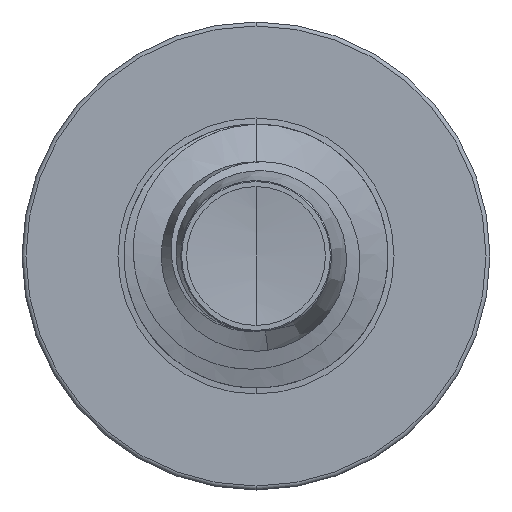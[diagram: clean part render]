
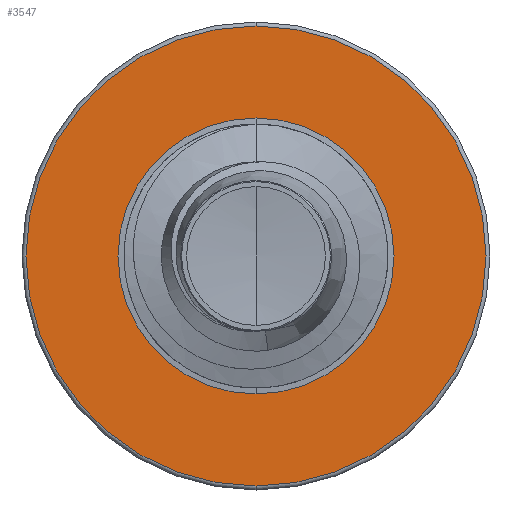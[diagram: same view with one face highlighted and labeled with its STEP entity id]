
A CAD part, front view. The second image highlights one B-rep face of the part: STEP entity #3547.
In plain terms, the highlighted planar face has unit normal (0, -1, 0).
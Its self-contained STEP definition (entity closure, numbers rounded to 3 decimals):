
#1 = CARTESIAN_POINT ( 'NONE',  ( 0., 3., 0. ) ) ;
#47 = EDGE_CURVE ( 'NONE', #9271, #7255, #3218, .T. ) ;
#108 = EDGE_CURVE ( 'NONE', #7307, #315, #10550, .T. ) ;
#315 = VERTEX_POINT ( 'NONE', #6750 ) ;
#744 = FACE_BOUND ( 'NONE', #10400, .T. ) ;
#948 = EDGE_CURVE ( 'NONE', #315, #7307, #10620, .T. ) ;
#1174 = ORIENTED_EDGE ( 'NONE', *, *, #8580, .F. ) ;
#1221 = ORIENTED_EDGE ( 'NONE', *, *, #948, .T. ) ;
#1470 = CARTESIAN_POINT ( 'NONE',  ( 0., 3., -1.15 ) ) ;
#1516 = ORIENTED_EDGE ( 'NONE', *, *, #108, .T. ) ;
#1530 = PLANE ( 'NONE',  #9960 ) ;
#1535 = DIRECTION ( 'NONE',  ( 0., 0., 1. ) ) ;
#1556 = AXIS2_PLACEMENT_3D ( 'NONE', #4725, #4721, #4692 ) ;
#1587 = DIRECTION ( 'NONE',  ( 0., 0., 1. ) ) ;
#1735 = DIRECTION ( 'NONE',  ( 0., 1., 0. ) ) ;
#1792 = DIRECTION ( 'NONE',  ( 0., 1., 0. ) ) ;
#1812 = CARTESIAN_POINT ( 'NONE',  ( 0., 3., 0. ) ) ;
#2155 = CARTESIAN_POINT ( 'NONE',  ( 0., 3., 1.917 ) ) ;
#3123 = DIRECTION ( 'NONE',  ( 0., 1., 0. ) ) ;
#3173 = DIRECTION ( 'NONE',  ( 0., 0., 1. ) ) ;
#3218 = CIRCLE ( 'NONE', #6874, 1.917 ) ;
#3349 = CIRCLE ( 'NONE', #8455, 1.917 ) ;
#3547 = ADVANCED_FACE ( 'NONE', ( #4227, #744 ), #1530, .F. ) ;
#3991 = DIRECTION ( 'NONE',  ( 0., 0., 1. ) ) ;
#4227 = FACE_OUTER_BOUND ( 'NONE', #9857, .T. ) ;
#4692 = DIRECTION ( 'NONE',  ( 0., 0., 1. ) ) ;
#4721 = DIRECTION ( 'NONE',  ( 0., 1., 0. ) ) ;
#4725 = CARTESIAN_POINT ( 'NONE',  ( 0., 3., 0. ) ) ;
#4823 = CARTESIAN_POINT ( 'NONE',  ( 0., 3., -1.917 ) ) ;
#6595 = CARTESIAN_POINT ( 'NONE',  ( 0., 3., 0. ) ) ;
#6750 = CARTESIAN_POINT ( 'NONE',  ( 0., 3., 1.15 ) ) ;
#6874 = AXIS2_PLACEMENT_3D ( 'NONE', #6595, #8970, #3991 ) ;
#7255 = VERTEX_POINT ( 'NONE', #4823 ) ;
#7307 = VERTEX_POINT ( 'NONE', #10417 ) ;
#8455 = AXIS2_PLACEMENT_3D ( 'NONE', #1, #1735, #1535 ) ;
#8580 = EDGE_CURVE ( 'NONE', #7255, #9271, #3349, .T. ) ;
#8732 = ORIENTED_EDGE ( 'NONE', *, *, #47, .F. ) ;
#8970 = DIRECTION ( 'NONE',  ( 0., 1., 0. ) ) ;
#9271 = VERTEX_POINT ( 'NONE', #2155 ) ;
#9298 = AXIS2_PLACEMENT_3D ( 'NONE', #1812, #1792, #1587 ) ;
#9857 = EDGE_LOOP ( 'NONE', ( #8732, #1174 ) ) ;
#9960 = AXIS2_PLACEMENT_3D ( 'NONE', #1470, #3123, #3173 ) ;
#10400 = EDGE_LOOP ( 'NONE', ( #1221, #1516 ) ) ;
#10417 = CARTESIAN_POINT ( 'NONE',  ( 0., 3., -1.15 ) ) ;
#10550 = CIRCLE ( 'NONE', #9298, 1.15 ) ;
#10620 = CIRCLE ( 'NONE', #1556, 1.15 ) ;
